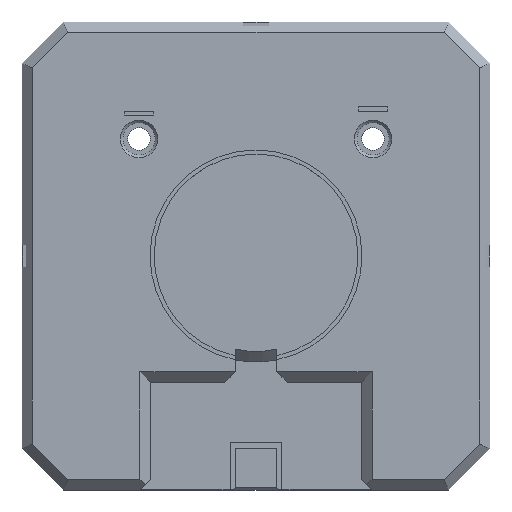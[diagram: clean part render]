
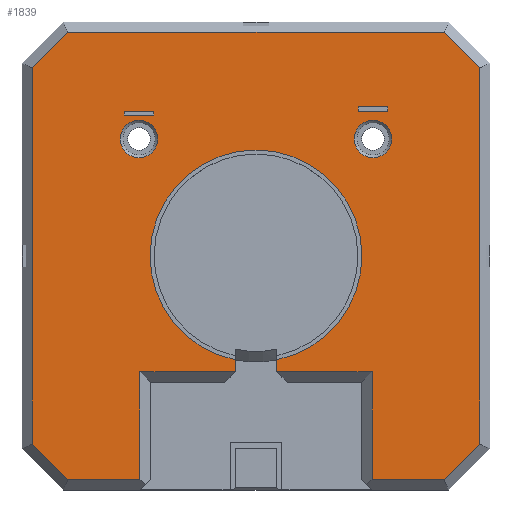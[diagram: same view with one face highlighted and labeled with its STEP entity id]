
A CAD part, top view. The second image highlights one B-rep face of the part: STEP entity #1839.
In plain terms, the highlighted planar face has unit normal (0, 0, 1).
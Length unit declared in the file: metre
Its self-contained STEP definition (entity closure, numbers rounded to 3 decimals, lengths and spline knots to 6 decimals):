
#22=CIRCLE('',#1956,0.009);
#23=CIRCLE('',#1957,0.009);
#24=CIRCLE('',#1958,0.05093);
#53=ORIENTED_EDGE('',*,*,#587,.F.);
#54=ORIENTED_EDGE('',*,*,#588,.F.);
#55=ORIENTED_EDGE('',*,*,#589,.F.);
#56=ORIENTED_EDGE('',*,*,#590,.F.);
#57=ORIENTED_EDGE('',*,*,#591,.F.);
#58=ORIENTED_EDGE('',*,*,#592,.F.);
#59=ORIENTED_EDGE('',*,*,#593,.F.);
#60=ORIENTED_EDGE('',*,*,#594,.F.);
#61=ORIENTED_EDGE('',*,*,#595,.T.);
#62=ORIENTED_EDGE('',*,*,#596,.T.);
#63=ORIENTED_EDGE('',*,*,#597,.F.);
#64=ORIENTED_EDGE('',*,*,#598,.T.);
#65=ORIENTED_EDGE('',*,*,#599,.T.);
#66=ORIENTED_EDGE('',*,*,#600,.T.);
#67=ORIENTED_EDGE('',*,*,#601,.T.);
#68=ORIENTED_EDGE('',*,*,#602,.T.);
#69=ORIENTED_EDGE('',*,*,#603,.T.);
#70=ORIENTED_EDGE('',*,*,#585,.T.);
#71=ORIENTED_EDGE('',*,*,#604,.T.);
#72=ORIENTED_EDGE('',*,*,#605,.T.);
#73=ORIENTED_EDGE('',*,*,#606,.T.);
#74=ORIENTED_EDGE('',*,*,#607,.T.);
#75=ORIENTED_EDGE('',*,*,#608,.T.);
#76=ORIENTED_EDGE('',*,*,#609,.T.);
#77=ORIENTED_EDGE('',*,*,#610,.T.);
#78=ORIENTED_EDGE('',*,*,#611,.F.);
#585=EDGE_CURVE('',#853,#852,#1026,.T.);
#587=EDGE_CURVE('',#854,#855,#1028,.T.);
#588=EDGE_CURVE('',#856,#854,#1029,.T.);
#589=EDGE_CURVE('',#857,#856,#1030,.T.);
#590=EDGE_CURVE('',#855,#857,#1031,.T.);
#591=EDGE_CURVE('',#858,#859,#1032,.T.);
#592=EDGE_CURVE('',#860,#858,#1033,.T.);
#593=EDGE_CURVE('',#861,#860,#1034,.T.);
#594=EDGE_CURVE('',#859,#861,#1035,.T.);
#595=EDGE_CURVE('',#862,#862,#22,.F.);
#596=EDGE_CURVE('',#863,#863,#23,.F.);
#597=EDGE_CURVE('',#864,#865,#1036,.T.);
#598=EDGE_CURVE('',#864,#866,#1037,.T.);
#599=EDGE_CURVE('',#866,#867,#1038,.T.);
#600=EDGE_CURVE('',#867,#868,#1039,.T.);
#601=EDGE_CURVE('',#868,#869,#1040,.T.);
#602=EDGE_CURVE('',#869,#870,#1041,.T.);
#603=EDGE_CURVE('',#870,#853,#1042,.T.);
#604=EDGE_CURVE('',#852,#871,#1043,.T.);
#605=EDGE_CURVE('',#871,#872,#1044,.T.);
#606=EDGE_CURVE('',#872,#873,#1045,.T.);
#607=EDGE_CURVE('',#873,#874,#1046,.T.);
#608=EDGE_CURVE('',#874,#875,#1047,.T.);
#609=EDGE_CURVE('',#875,#876,#1048,.T.);
#610=EDGE_CURVE('',#876,#877,#1049,.T.);
#611=EDGE_CURVE('',#865,#877,#24,.T.);
#852=VERTEX_POINT('',#2590);
#853=VERTEX_POINT('',#2592);
#854=VERTEX_POINT('',#2596);
#855=VERTEX_POINT('',#2597);
#856=VERTEX_POINT('',#2599);
#857=VERTEX_POINT('',#2601);
#858=VERTEX_POINT('',#2604);
#859=VERTEX_POINT('',#2605);
#860=VERTEX_POINT('',#2607);
#861=VERTEX_POINT('',#2609);
#862=VERTEX_POINT('',#2612);
#863=VERTEX_POINT('',#2614);
#864=VERTEX_POINT('',#2616);
#865=VERTEX_POINT('',#2617);
#866=VERTEX_POINT('',#2619);
#867=VERTEX_POINT('',#2621);
#868=VERTEX_POINT('',#2623);
#869=VERTEX_POINT('',#2625);
#870=VERTEX_POINT('',#2627);
#871=VERTEX_POINT('',#2630);
#872=VERTEX_POINT('',#2632);
#873=VERTEX_POINT('',#2634);
#874=VERTEX_POINT('',#2636);
#875=VERTEX_POINT('',#2638);
#876=VERTEX_POINT('',#2640);
#877=VERTEX_POINT('',#2642);
#1026=LINE('',#2591,#1276);
#1028=LINE('',#2595,#1278);
#1029=LINE('',#2598,#1279);
#1030=LINE('',#2600,#1280);
#1031=LINE('',#2602,#1281);
#1032=LINE('',#2603,#1282);
#1033=LINE('',#2606,#1283);
#1034=LINE('',#2608,#1284);
#1035=LINE('',#2610,#1285);
#1036=LINE('',#2615,#1286);
#1037=LINE('',#2618,#1287);
#1038=LINE('',#2620,#1288);
#1039=LINE('',#2622,#1289);
#1040=LINE('',#2624,#1290);
#1041=LINE('',#2626,#1291);
#1042=LINE('',#2628,#1292);
#1043=LINE('',#2629,#1293);
#1044=LINE('',#2631,#1294);
#1045=LINE('',#2633,#1295);
#1046=LINE('',#2635,#1296);
#1047=LINE('',#2637,#1297);
#1048=LINE('',#2639,#1298);
#1049=LINE('',#2641,#1299);
#1276=VECTOR('',#2091,1.);
#1278=VECTOR('',#2095,1.);
#1279=VECTOR('',#2096,1.);
#1280=VECTOR('',#2097,1.);
#1281=VECTOR('',#2098,1.);
#1282=VECTOR('',#2099,1.);
#1283=VECTOR('',#2100,1.);
#1284=VECTOR('',#2101,1.);
#1285=VECTOR('',#2102,1.);
#1286=VECTOR('',#2107,1.);
#1287=VECTOR('',#2108,1.);
#1288=VECTOR('',#2109,1.);
#1289=VECTOR('',#2110,1.);
#1290=VECTOR('',#2111,1.);
#1291=VECTOR('',#2112,1.);
#1292=VECTOR('',#2113,1.);
#1293=VECTOR('',#2114,1.);
#1294=VECTOR('',#2115,1.);
#1295=VECTOR('',#2116,1.);
#1296=VECTOR('',#2117,1.);
#1297=VECTOR('',#2118,1.);
#1298=VECTOR('',#2119,1.);
#1299=VECTOR('',#2120,1.);
#1514=EDGE_LOOP('',(#53,#54,#55,#56));
#1515=EDGE_LOOP('',(#57,#58,#59,#60));
#1516=EDGE_LOOP('',(#61));
#1517=EDGE_LOOP('',(#62));
#1518=EDGE_LOOP('',(#63,#64,#65,#66,#67,#68,#69,#70,#71,#72,#73,#74,#75,
#76,#77,#78));
#1629=FACE_BOUND('',#1514,.T.);
#1630=FACE_BOUND('',#1515,.T.);
#1631=FACE_BOUND('',#1516,.T.);
#1632=FACE_BOUND('',#1517,.T.);
#1633=FACE_BOUND('',#1518,.T.);
#1744=PLANE('',#1955);
#1839=ADVANCED_FACE('',(#1629,#1630,#1631,#1632,#1633),#1744,.T.);
#1955=AXIS2_PLACEMENT_3D('',#2594,#2093,#2094);
#1956=AXIS2_PLACEMENT_3D('',#2611,#2103,#2104);
#1957=AXIS2_PLACEMENT_3D('',#2613,#2105,#2106);
#1958=AXIS2_PLACEMENT_3D('',#2643,#2121,#2122);
#2091=DIRECTION('',(-1.,0.,0.));
#2093=DIRECTION('',(0.,0.,1.));
#2094=DIRECTION('',(1.,0.,0.));
#2095=DIRECTION('',(0.,-1.,0.));
#2096=DIRECTION('',(-1.,0.,0.));
#2097=DIRECTION('',(0.,1.,0.));
#2098=DIRECTION('',(1.,0.,0.));
#2099=DIRECTION('',(0.,-1.,0.));
#2100=DIRECTION('',(-1.,0.,0.));
#2101=DIRECTION('',(0.,1.,0.));
#2102=DIRECTION('',(1.,0.,0.));
#2103=DIRECTION('',(0.,0.,1.));
#2104=DIRECTION('',(1.,0.,0.));
#2105=DIRECTION('',(0.,0.,1.));
#2106=DIRECTION('',(1.,0.,0.));
#2107=DIRECTION('',(0.,1.,0.));
#2108=DIRECTION('',(1.,0.,0.));
#2109=DIRECTION('',(0.,-1.,0.));
#2110=DIRECTION('',(1.,0.,0.));
#2111=DIRECTION('',(0.707,0.707,0.));
#2112=DIRECTION('',(0.,1.,0.));
#2113=DIRECTION('',(-0.707,0.707,0.));
#2114=DIRECTION('',(-0.707,-0.707,0.));
#2115=DIRECTION('',(0.,-1.,0.));
#2116=DIRECTION('',(0.707,-0.707,0.));
#2117=DIRECTION('',(1.,0.,0.));
#2118=DIRECTION('',(0.,1.,0.));
#2119=DIRECTION('',(1.,0.,0.));
#2120=DIRECTION('',(0.,1.,0.));
#2121=DIRECTION('',(0.,0.,1.));
#2122=DIRECTION('',(1.,0.,0.));
#2590=CARTESIAN_POINT('',(-0.090429,0.1075,0.023));
#2591=CARTESIAN_POINT('',(-0.0925,0.1075,0.023));
#2592=CARTESIAN_POINT('',(0.090429,0.1075,0.023));
#2594=CARTESIAN_POINT('',(0.,0.,0.023));
#2595=CARTESIAN_POINT('',(-0.06325,0.06855,0.023));
#2596=CARTESIAN_POINT('',(-0.06325,0.06935,0.023));
#2597=CARTESIAN_POINT('',(-0.06325,0.06775,0.023));
#2598=CARTESIAN_POINT('',(-0.05625,0.06935,0.023));
#2599=CARTESIAN_POINT('',(-0.04925,0.06935,0.023));
#2600=CARTESIAN_POINT('',(-0.04925,0.06855,0.023));
#2601=CARTESIAN_POINT('',(-0.04925,0.06775,0.023));
#2602=CARTESIAN_POINT('',(-0.05625,0.06775,0.023));
#2603=CARTESIAN_POINT('',(0.04925,0.07065,0.023));
#2604=CARTESIAN_POINT('',(0.04925,0.07165,0.023));
#2605=CARTESIAN_POINT('',(0.04925,0.06965,0.023));
#2606=CARTESIAN_POINT('',(0.05625,0.07165,0.023));
#2607=CARTESIAN_POINT('',(0.06325,0.07165,0.023));
#2608=CARTESIAN_POINT('',(0.06325,0.07065,0.023));
#2609=CARTESIAN_POINT('',(0.06325,0.06965,0.023));
#2610=CARTESIAN_POINT('',(0.05625,0.06965,0.023));
#2611=CARTESIAN_POINT('',(0.05625,0.05625,0.023));
#2612=CARTESIAN_POINT('',(0.06525,0.05625,0.023));
#2613=CARTESIAN_POINT('',(-0.05625,0.05625,0.023));
#2614=CARTESIAN_POINT('',(-0.04725,0.05625,0.023));
#2615=CARTESIAN_POINT('',(0.009995,-0.055305,0.023));
#2616=CARTESIAN_POINT('',(0.009995,-0.05567,0.023));
#2617=CARTESIAN_POINT('',(0.009995,-0.04994,0.023));
#2618=CARTESIAN_POINT('',(0.,-0.05567,0.023));
#2619=CARTESIAN_POINT('',(0.055795,-0.05567,0.023));
#2620=CARTESIAN_POINT('',(0.055795,0.,0.023));
#2621=CARTESIAN_POINT('',(0.055795,-0.1075,0.023));
#2622=CARTESIAN_POINT('',(0.,-0.1075,0.023));
#2623=CARTESIAN_POINT('',(0.090429,-0.1075,0.023));
#2624=CARTESIAN_POINT('',(0.098964,-0.098964,0.023));
#2625=CARTESIAN_POINT('',(0.1075,-0.090429,0.023));
#2626=CARTESIAN_POINT('',(0.1075,0.,0.023));
#2627=CARTESIAN_POINT('',(0.1075,0.090429,0.023));
#2628=CARTESIAN_POINT('',(0.098964,0.098964,0.023));
#2629=CARTESIAN_POINT('',(-0.098964,0.098964,0.023));
#2630=CARTESIAN_POINT('',(-0.1075,0.090429,0.023));
#2631=CARTESIAN_POINT('',(-0.1075,-0.0925,0.023));
#2632=CARTESIAN_POINT('',(-0.1075,-0.090429,0.023));
#2633=CARTESIAN_POINT('',(-0.098964,-0.098964,0.023));
#2634=CARTESIAN_POINT('',(-0.090429,-0.1075,0.023));
#2635=CARTESIAN_POINT('',(0.,-0.1075,0.023));
#2636=CARTESIAN_POINT('',(-0.055795,-0.1075,0.023));
#2637=CARTESIAN_POINT('',(-0.055795,-0.06067,0.023));
#2638=CARTESIAN_POINT('',(-0.055795,-0.05567,0.023));
#2639=CARTESIAN_POINT('',(-0.014995,-0.05567,0.023));
#2640=CARTESIAN_POINT('',(-0.009995,-0.05567,0.023));
#2641=CARTESIAN_POINT('',(-0.009995,-0.055305,0.023));
#2642=CARTESIAN_POINT('',(-0.009995,-0.04994,0.023));
#2643=CARTESIAN_POINT('',(0.,0.,0.023));
